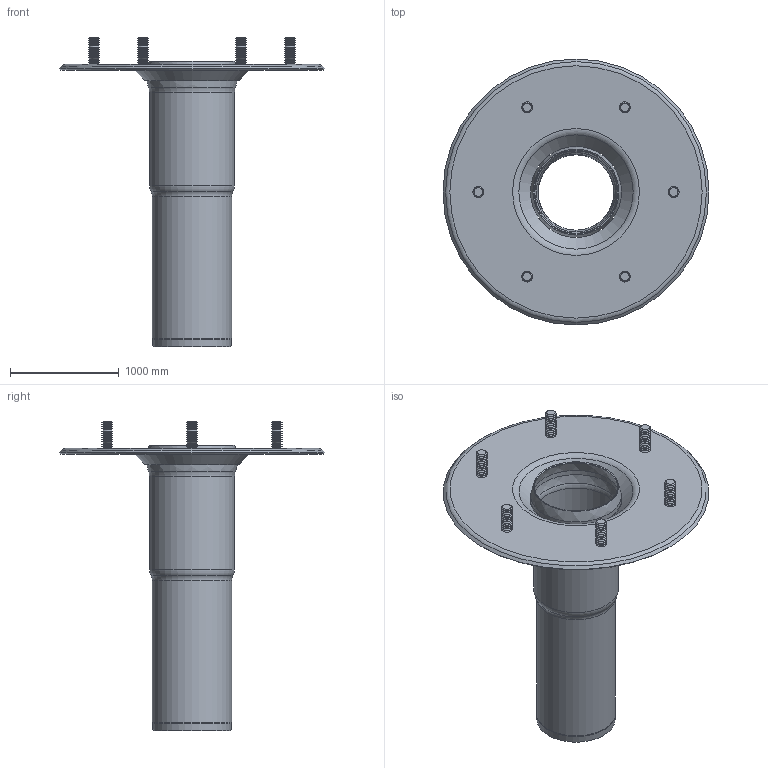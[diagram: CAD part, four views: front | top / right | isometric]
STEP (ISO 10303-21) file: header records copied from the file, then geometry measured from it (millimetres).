
FILE_DESCRIPTION(/* description */ (''),/* implementation_level */ '2;1');
FILE_NAME(/* name */ '21971.070X_3D.stp',/* time_stamp */ '2024-12-12T09:28:30+01:00',/* author */ ('CAD'),/* organization */ (''),/* preprocessor_version */ 'ST-DEVELOPER v20',/* originating_system */ 'AutoCAD Mechanical',/* authorisation */ '');
FILE_SCHEMA (('AUTOMOTIVE_DESIGN { 1 0 10303 214 3 1 1 }'));
Length unit declared in the file: centimetre
Products named in the file (2): Product; *S0
Assembly tree (1 placements, depth 2):
  Product
    *S0
Bounding box: 2450 x 2450 x 2850 mm (x, y, z)
Volume: 170860387.3 mm3; surface area: 22015959.5 mm2
Topology: 8 solids, 8 shells, 198 faces, 396 edges, 212 vertices
Faces by surface type: cone 163, plane 14, torus 12, cylinder 5, bspline 4
Full cylindrical faces by diameter (mm): 706 x1, 730 x1, 760 x1, 784 x1, 810 x1
Entity records: 5173 total; most frequent: DIRECTION 1018, CARTESIAN_POINT 913, ORIENTED_EDGE 792, AXIS2_PLACEMENT_3D 425, EDGE_CURVE 396, CIRCLE 228, VERTEX_POINT 212, EDGE_LOOP 200
